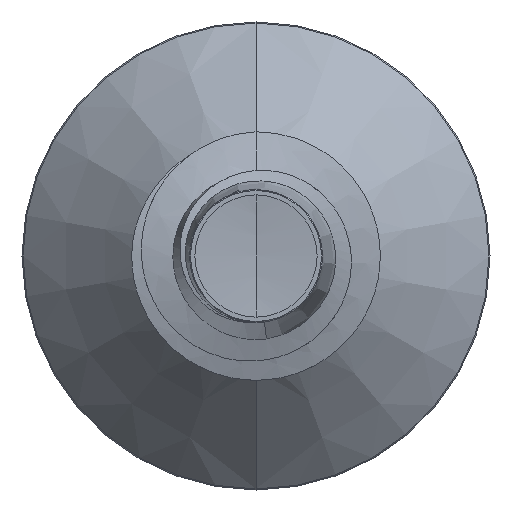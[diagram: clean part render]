
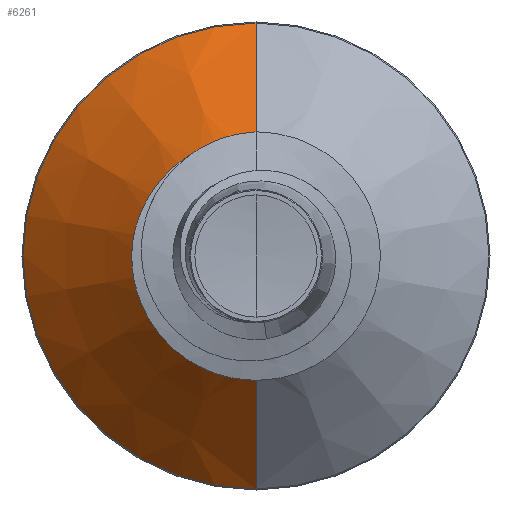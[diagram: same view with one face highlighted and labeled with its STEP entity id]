
A CAD part, front view. The second image highlights one B-rep face of the part: STEP entity #6261.
In plain terms, the highlighted conical face has half-angle 45 degrees and reference radius 2.744 mm.
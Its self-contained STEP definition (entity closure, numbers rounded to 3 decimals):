
#280 = CIRCLE ( 'NONE', #995, 2.745 ) ;
#313 = AXIS2_PLACEMENT_3D ( 'NONE', #3891, #5066, #5802 ) ;
#367 = VECTOR ( 'NONE', #2336, 1000. ) ;
#575 = ORIENTED_EDGE ( 'NONE', *, *, #7903, .F. ) ;
#589 = EDGE_CURVE ( 'NONE', #8315, #7323, #2991, .T. ) ;
#995 = AXIS2_PLACEMENT_3D ( 'NONE', #7644, #7637, #7635 ) ;
#1029 = LINE ( 'NONE', #2307, #367 ) ;
#1370 = CARTESIAN_POINT ( 'NONE',  ( 0., 6.124, -5.624 ) ) ;
#1694 = ORIENTED_EDGE ( 'NONE', *, *, #8223, .T. ) ;
#1796 = CONICAL_SURFACE ( 'NONE', #8135, 2.745, 0.785 ) ;
#1809 = EDGE_CURVE ( 'NONE', #3244, #4176, #280, .T. ) ;
#2012 = CARTESIAN_POINT ( 'NONE',  ( 0., 3.245, 2.745 ) ) ;
#2307 = CARTESIAN_POINT ( 'NONE',  ( 0., 3.245, 2.745 ) ) ;
#2336 = DIRECTION ( 'NONE',  ( 0., 0.707, 0.707 ) ) ;
#2991 = CIRCLE ( 'NONE', #313, 5.624 ) ;
#3244 = VERTEX_POINT ( 'NONE', #5410 ) ;
#3313 = CARTESIAN_POINT ( 'NONE',  ( 0., 6.124, 5.624 ) ) ;
#3608 = ORIENTED_EDGE ( 'NONE', *, *, #1809, .T. ) ;
#3891 = CARTESIAN_POINT ( 'NONE',  ( 0., 6.124, 0. ) ) ;
#4176 = VERTEX_POINT ( 'NONE', #2012 ) ;
#5066 = DIRECTION ( 'NONE',  ( 0., 1., 0. ) ) ;
#5410 = CARTESIAN_POINT ( 'NONE',  ( 0., 3.245, -2.745 ) ) ;
#5649 = VECTOR ( 'NONE', #7684, 1000. ) ;
#5802 = DIRECTION ( 'NONE',  ( 0., 0., 1. ) ) ;
#6086 = ORIENTED_EDGE ( 'NONE', *, *, #589, .F. ) ;
#6261 = ADVANCED_FACE ( 'NONE', ( #7278 ), #1796, .T. ) ;
#6334 = DIRECTION ( 'NONE',  ( 0., 0., 1. ) ) ;
#6426 = DIRECTION ( 'NONE',  ( 0., 1., 0. ) ) ;
#6526 = CARTESIAN_POINT ( 'NONE',  ( 0., 3.245, 0. ) ) ;
#6672 = LINE ( 'NONE', #7856, #5649 ) ;
#7278 = FACE_OUTER_BOUND ( 'NONE', #8015, .T. ) ;
#7323 = VERTEX_POINT ( 'NONE', #3313 ) ;
#7635 = DIRECTION ( 'NONE',  ( 0., 0., 1. ) ) ;
#7637 = DIRECTION ( 'NONE',  ( 0., 1., 0. ) ) ;
#7644 = CARTESIAN_POINT ( 'NONE',  ( 0., 3.245, 0. ) ) ;
#7684 = DIRECTION ( 'NONE',  ( 0., 0.707, -0.707 ) ) ;
#7856 = CARTESIAN_POINT ( 'NONE',  ( 0., 3.245, -2.745 ) ) ;
#7903 = EDGE_CURVE ( 'NONE', #3244, #8315, #6672, .T. ) ;
#8015 = EDGE_LOOP ( 'NONE', ( #575, #3608, #1694, #6086 ) ) ;
#8135 = AXIS2_PLACEMENT_3D ( 'NONE', #6526, #6426, #6334 ) ;
#8223 = EDGE_CURVE ( 'NONE', #4176, #7323, #1029, .T. ) ;
#8315 = VERTEX_POINT ( 'NONE', #1370 ) ;
